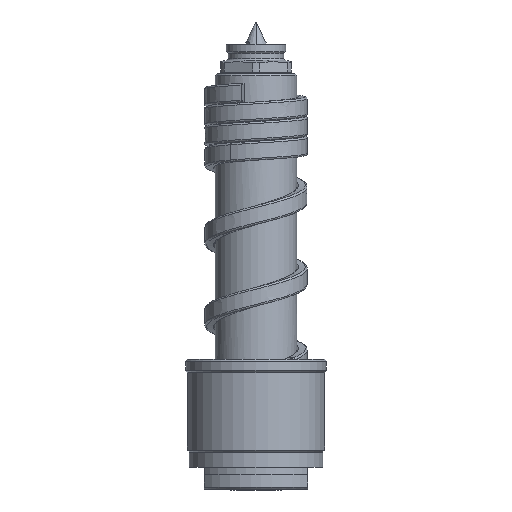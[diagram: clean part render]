
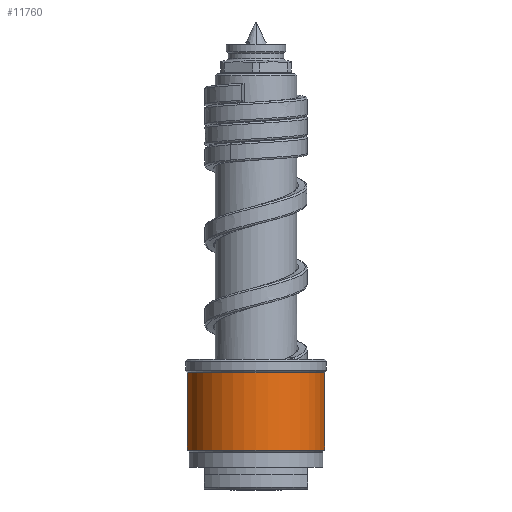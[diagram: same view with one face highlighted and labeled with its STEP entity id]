
A CAD part, front view. The second image highlights one B-rep face of the part: STEP entity #11760.
In plain terms, the highlighted cylindrical face has radius 18.5 mm (diameter 37 mm), a partial arc.
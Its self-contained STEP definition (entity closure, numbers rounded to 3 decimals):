
#3417=CARTESIAN_POINT('',(0.,0.,10.583));
#3418=DIRECTION('',(0.,0.,1.));
#3419=DIRECTION('',(-1.,0.,0.));
#3420=AXIS2_PLACEMENT_3D('',#3417,#3418,#3419);
#3422=DIRECTION('',(0.,0.,-1.));
#3423=VECTOR('',#3422,20.834);
#3424=CARTESIAN_POINT('',(-18.5,0.,31.417));
#3425=LINE('',#3424,#3423);
#3426=CARTESIAN_POINT('',(0.,0.,31.417));
#3427=DIRECTION('',(0.,0.,1.));
#3428=DIRECTION('',(-1.,0.,0.));
#3429=AXIS2_PLACEMENT_3D('',#3426,#3427,#3428);
#3431=DIRECTION('',(0.,0.,-1.));
#3432=VECTOR('',#3431,20.834);
#3433=CARTESIAN_POINT('',(18.5,0.,31.417));
#3434=LINE('',#3433,#3432);
#6579=CARTESIAN_POINT('',(18.5,0.,31.417));
#6580=CARTESIAN_POINT('',(-18.5,0.,31.417));
#6581=VERTEX_POINT('',#6579);
#6582=VERTEX_POINT('',#6580);
#6605=CARTESIAN_POINT('',(18.5,0.,10.583));
#6606=VERTEX_POINT('',#6605);
#6607=CARTESIAN_POINT('',(-18.5,0.,10.583));
#6608=VERTEX_POINT('',#6607);
#11748=CARTESIAN_POINT('',(0.,0.,8.75));
#11749=DIRECTION('',(0.,0.,1.));
#11750=DIRECTION('',(-1.,0.,0.));
#11751=AXIS2_PLACEMENT_3D('',#11748,#11749,#11750);
#11752=CYLINDRICAL_SURFACE('',#11751,18.5);
#11753=ORIENTED_EDGE('',*,*,#9453,.F.);
#11754=ORIENTED_EDGE('',*,*,#9434,.F.);
#11756=ORIENTED_EDGE('',*,*,#11755,.T.);
#11757=ORIENTED_EDGE('',*,*,#9430,.T.);
#11758=EDGE_LOOP('',(#11753,#11754,#11756,#11757));
#11759=FACE_OUTER_BOUND('',#11758,.F.);
#3421=CIRCLE('',#3420,18.5);
#3430=CIRCLE('',#3429,18.5);
#9430=EDGE_CURVE('',#6581,#6606,#3434,.T.);
#9434=EDGE_CURVE('',#6582,#6608,#3425,.T.);
#9453=EDGE_CURVE('',#6608,#6606,#3421,.T.);
#11755=EDGE_CURVE('',#6582,#6581,#3430,.T.);
#11760=ADVANCED_FACE('',(#11759),#11752,.T.);
